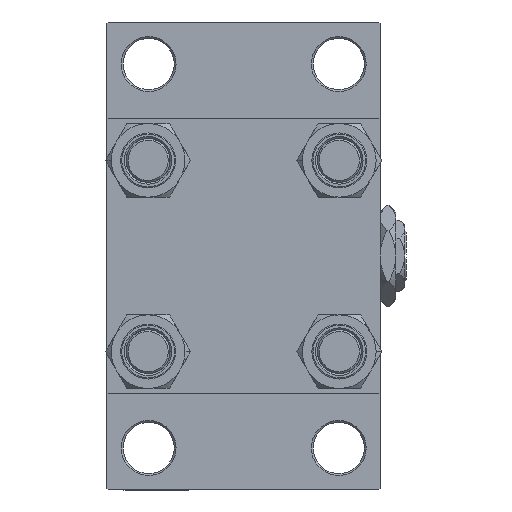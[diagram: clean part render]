
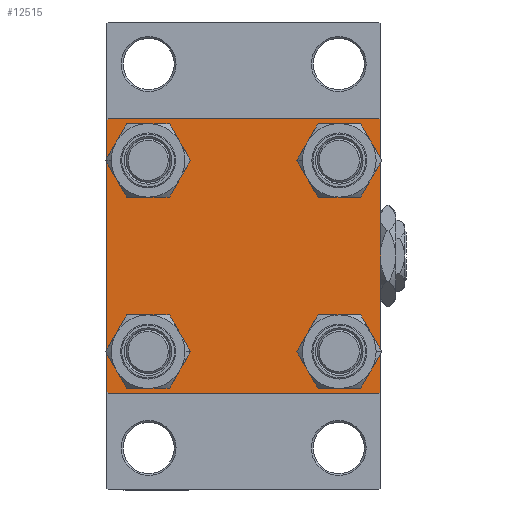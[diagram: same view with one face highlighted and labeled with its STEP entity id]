
A CAD part, left-side view. The second image highlights one B-rep face of the part: STEP entity #12515.
In plain terms, the highlighted planar face has unit normal (-1, 0, 0).
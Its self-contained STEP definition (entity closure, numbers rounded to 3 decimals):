
#454 = CARTESIAN_POINT ( 'NONE',  ( 0., 26.15, -19.65 ) ) ;
#515 = PLANE ( 'NONE',  #19356 ) ;
#522 = VERTEX_POINT ( 'NONE', #32119 ) ;
#1043 = CIRCLE ( 'NONE', #33077, 6.5 ) ;
#1387 = CARTESIAN_POINT ( 'NONE',  ( 0., 26.15, -26.15 ) ) ;
#1633 = CARTESIAN_POINT ( 'NONE',  ( 0., 26.15, 19.65 ) ) ;
#1663 = DIRECTION ( 'NONE',  ( 0., 0., 1. ) ) ;
#1730 = DIRECTION ( 'NONE',  ( 0., 0., -1. ) ) ;
#2165 = VECTOR ( 'NONE', #29370, 1000. ) ;
#2777 = CARTESIAN_POINT ( 'NONE',  ( 0., -26.15, 19.65 ) ) ;
#3401 = VERTEX_POINT ( 'NONE', #5525 ) ;
#3748 = VERTEX_POINT ( 'NONE', #43137 ) ;
#3802 = DIRECTION ( 'NONE',  ( 1., 0., 0. ) ) ;
#4110 = DIRECTION ( 'NONE',  ( 0., 0., 1. ) ) ;
#4211 = CARTESIAN_POINT ( 'NONE',  ( 0., -26.15, 26.15 ) ) ;
#4410 = DIRECTION ( 'NONE',  ( 0., -0.707, 0.707 ) ) ;
#5236 = CIRCLE ( 'NONE', #33279, 6.5 ) ;
#5525 = CARTESIAN_POINT ( 'NONE',  ( 0., -37., 37.5 ) ) ;
#5646 = CIRCLE ( 'NONE', #36866, 6.5 ) ;
#5965 = VERTEX_POINT ( 'NONE', #11028 ) ;
#6071 = VERTEX_POINT ( 'NONE', #24283 ) ;
#6105 = EDGE_LOOP ( 'NONE', ( #45931, #31021 ) ) ;
#6515 = VERTEX_POINT ( 'NONE', #31824 ) ;
#7127 = CARTESIAN_POINT ( 'NONE',  ( 0., 26.15, 26.15 ) ) ;
#7292 = EDGE_CURVE ( 'NONE', #6515, #6071, #5646, .T. ) ;
#7784 = EDGE_LOOP ( 'NONE', ( #33626, #38338 ) ) ;
#8195 = EDGE_CURVE ( 'NONE', #6071, #6515, #28091, .T. ) ;
#8559 = ORIENTED_EDGE ( 'NONE', *, *, #42042, .F. ) ;
#8574 = VECTOR ( 'NONE', #22821, 1000. ) ;
#9172 = EDGE_CURVE ( 'NONE', #40580, #31935, #16933, .T. ) ;
#10421 = ORIENTED_EDGE ( 'NONE', *, *, #26878, .T. ) ;
#10819 = CARTESIAN_POINT ( 'NONE',  ( 0., 0., 0. ) ) ;
#11028 = CARTESIAN_POINT ( 'NONE',  ( 0., 37., 37.5 ) ) ;
#11273 = EDGE_CURVE ( 'NONE', #32337, #3748, #28541, .T. ) ;
#11305 = ORIENTED_EDGE ( 'NONE', *, *, #20267, .T. ) ;
#11628 = CARTESIAN_POINT ( 'NONE',  ( 0., -37., -37.5 ) ) ;
#12111 = DIRECTION ( 'NONE',  ( 1., 0., 0. ) ) ;
#12515 = ADVANCED_FACE ( 'NONE', ( #28874, #44158, #30623, #34878, #46129 ), #515, .T. ) ;
#12606 = CARTESIAN_POINT ( 'NONE',  ( 0., -26.15, -26.15 ) ) ;
#12624 = CARTESIAN_POINT ( 'NONE',  ( 0., -37.25, 37.25 ) ) ;
#12754 = DIRECTION ( 'NONE',  ( 0., -0.707, -0.707 ) ) ;
#13798 = VERTEX_POINT ( 'NONE', #11628 ) ;
#14088 = CARTESIAN_POINT ( 'NONE',  ( 0., 37.5, -37.5 ) ) ;
#15145 = CARTESIAN_POINT ( 'NONE',  ( 0., 37.5, 37.5 ) ) ;
#15361 = EDGE_CURVE ( 'NONE', #31935, #40580, #1043, .T. ) ;
#15748 = DIRECTION ( 'NONE',  ( 0., 0., 1. ) ) ;
#16053 = CARTESIAN_POINT ( 'NONE',  ( 0., -37.5, 37. ) ) ;
#16431 = VECTOR ( 'NONE', #21600, 1000. ) ;
#16520 = CARTESIAN_POINT ( 'NONE',  ( 0., 37.25, -37.25 ) ) ;
#16933 = CIRCLE ( 'NONE', #30532, 6.5 ) ;
#17409 = AXIS2_PLACEMENT_3D ( 'NONE', #1387, #24201, #35504 ) ;
#17615 = LINE ( 'NONE', #12624, #23843 ) ;
#17839 = VERTEX_POINT ( 'NONE', #2777 ) ;
#18739 = ORIENTED_EDGE ( 'NONE', *, *, #28682, .T. ) ;
#18828 = CARTESIAN_POINT ( 'NONE',  ( 0., -37.5, 37.5 ) ) ;
#18890 = CARTESIAN_POINT ( 'NONE',  ( 0., 26.15, -32.65 ) ) ;
#19011 = CIRCLE ( 'NONE', #17409, 6.5 ) ;
#19356 = AXIS2_PLACEMENT_3D ( 'NONE', #10819, #45139, #49404 ) ;
#19488 = VERTEX_POINT ( 'NONE', #18890 ) ;
#19825 = EDGE_CURVE ( 'NONE', #5965, #32337, #43661, .T. ) ;
#20032 = ORIENTED_EDGE ( 'NONE', *, *, #11273, .T. ) ;
#20088 = DIRECTION ( 'NONE',  ( 0., 0., 1. ) ) ;
#20267 = EDGE_CURVE ( 'NONE', #13798, #522, #38260, .T. ) ;
#20706 = CARTESIAN_POINT ( 'NONE',  ( 0., -26.15, 26.15 ) ) ;
#21600 = DIRECTION ( 'NONE',  ( 0., 0.707, -0.707 ) ) ;
#22505 = EDGE_LOOP ( 'NONE', ( #27541, #44628 ) ) ;
#22821 = DIRECTION ( 'NONE',  ( 0., 0., -1. ) ) ;
#23404 = VERTEX_POINT ( 'NONE', #16053 ) ;
#23739 = EDGE_CURVE ( 'NONE', #28035, #17839, #5236, .T. ) ;
#23776 = LINE ( 'NONE', #16520, #46164 ) ;
#23843 = VECTOR ( 'NONE', #39672, 1000. ) ;
#24201 = DIRECTION ( 'NONE',  ( 1., 0., 0. ) ) ;
#24283 = CARTESIAN_POINT ( 'NONE',  ( 0., -26.15, -19.65 ) ) ;
#24958 = ORIENTED_EDGE ( 'NONE', *, *, #26991, .F. ) ;
#26603 = CARTESIAN_POINT ( 'NONE',  ( 0., -26.15, 32.65 ) ) ;
#26657 = EDGE_CURVE ( 'NONE', #3748, #27382, #23776, .T. ) ;
#26878 = EDGE_CURVE ( 'NONE', #27382, #13798, #36896, .T. ) ;
#26991 = EDGE_CURVE ( 'NONE', #23404, #522, #41631, .T. ) ;
#27357 = CARTESIAN_POINT ( 'NONE',  ( 0., 26.15, 26.15 ) ) ;
#27382 = VERTEX_POINT ( 'NONE', #34504 ) ;
#27541 = ORIENTED_EDGE ( 'NONE', *, *, #8195, .T. ) ;
#28035 = VERTEX_POINT ( 'NONE', #26603 ) ;
#28091 = CIRCLE ( 'NONE', #35303, 6.5 ) ;
#28541 = LINE ( 'NONE', #29053, #43293 ) ;
#28682 = EDGE_CURVE ( 'NONE', #23404, #3401, #17615, .T. ) ;
#28874 = FACE_BOUND ( 'NONE', #7784, .T. ) ;
#29053 = CARTESIAN_POINT ( 'NONE',  ( 0., 37.5, 37.5 ) ) ;
#29060 = DIRECTION ( 'NONE',  ( 1., 0., 0. ) ) ;
#29370 = DIRECTION ( 'NONE',  ( 0., -1., 0. ) ) ;
#30258 = DIRECTION ( 'NONE',  ( 1., 0., 0. ) ) ;
#30506 = CARTESIAN_POINT ( 'NONE',  ( 0., 26.15, -26.15 ) ) ;
#30532 = AXIS2_PLACEMENT_3D ( 'NONE', #27357, #3802, #20088 ) ;
#30623 = FACE_BOUND ( 'NONE', #37789, .T. ) ;
#30651 = AXIS2_PLACEMENT_3D ( 'NONE', #30506, #30258, #41283 ) ;
#30750 = CARTESIAN_POINT ( 'NONE',  ( 0., 37.5, 37. ) ) ;
#31021 = ORIENTED_EDGE ( 'NONE', *, *, #15361, .T. ) ;
#31565 = VERTEX_POINT ( 'NONE', #454 ) ;
#31824 = CARTESIAN_POINT ( 'NONE',  ( 0., -26.15, -32.65 ) ) ;
#31935 = VERTEX_POINT ( 'NONE', #1633 ) ;
#31985 = EDGE_CURVE ( 'NONE', #19488, #31565, #19011, .T. ) ;
#32119 = CARTESIAN_POINT ( 'NONE',  ( 0., -37.5, -37. ) ) ;
#32337 = VERTEX_POINT ( 'NONE', #30750 ) ;
#32679 = ORIENTED_EDGE ( 'NONE', *, *, #48347, .T. ) ;
#32766 = CIRCLE ( 'NONE', #39163, 6.5 ) ;
#33077 = AXIS2_PLACEMENT_3D ( 'NONE', #7127, #38454, #4110 ) ;
#33279 = AXIS2_PLACEMENT_3D ( 'NONE', #4211, #35056, #15748 ) ;
#33626 = ORIENTED_EDGE ( 'NONE', *, *, #23739, .T. ) ;
#34263 = CARTESIAN_POINT ( 'NONE',  ( 0., -37.25, -37.25 ) ) ;
#34504 = CARTESIAN_POINT ( 'NONE',  ( 0., 37., -37.5 ) ) ;
#34878 = FACE_BOUND ( 'NONE', #6105, .T. ) ;
#35056 = DIRECTION ( 'NONE',  ( 1., 0., 0. ) ) ;
#35303 = AXIS2_PLACEMENT_3D ( 'NONE', #12606, #12111, #39425 ) ;
#35504 = DIRECTION ( 'NONE',  ( 0., 0., 1. ) ) ;
#35882 = EDGE_CURVE ( 'NONE', #17839, #28035, #32766, .T. ) ;
#36013 = DIRECTION ( 'NONE',  ( 1., 0., 0. ) ) ;
#36029 = CARTESIAN_POINT ( 'NONE',  ( 0., 26.15, 32.65 ) ) ;
#36162 = CARTESIAN_POINT ( 'NONE',  ( 0., 37.25, 37.25 ) ) ;
#36866 = AXIS2_PLACEMENT_3D ( 'NONE', #48097, #29060, #44336 ) ;
#36896 = LINE ( 'NONE', #14088, #2165 ) ;
#37223 = ORIENTED_EDGE ( 'NONE', *, *, #26657, .T. ) ;
#37789 = EDGE_LOOP ( 'NONE', ( #32679, #45028 ) ) ;
#38067 = VECTOR ( 'NONE', #4410, 1000. ) ;
#38260 = LINE ( 'NONE', #34263, #38067 ) ;
#38338 = ORIENTED_EDGE ( 'NONE', *, *, #35882, .T. ) ;
#38454 = DIRECTION ( 'NONE',  ( 1., 0., 0. ) ) ;
#39163 = AXIS2_PLACEMENT_3D ( 'NONE', #20706, #36013, #1663 ) ;
#39374 = VECTOR ( 'NONE', #45703, 1000. ) ;
#39425 = DIRECTION ( 'NONE',  ( 0., 0., 1. ) ) ;
#39672 = DIRECTION ( 'NONE',  ( 0., 0.707, 0.707 ) ) ;
#40580 = VERTEX_POINT ( 'NONE', #36029 ) ;
#41283 = DIRECTION ( 'NONE',  ( 0., 0., 1. ) ) ;
#41631 = LINE ( 'NONE', #18828, #8574 ) ;
#42042 = EDGE_CURVE ( 'NONE', #5965, #3401, #49476, .T. ) ;
#43137 = CARTESIAN_POINT ( 'NONE',  ( 0., 37.5, -37. ) ) ;
#43293 = VECTOR ( 'NONE', #1730, 1000. ) ;
#43661 = LINE ( 'NONE', #36162, #16431 ) ;
#44158 = FACE_BOUND ( 'NONE', #22505, .T. ) ;
#44336 = DIRECTION ( 'NONE',  ( 0., 0., 1. ) ) ;
#44628 = ORIENTED_EDGE ( 'NONE', *, *, #7292, .T. ) ;
#45028 = ORIENTED_EDGE ( 'NONE', *, *, #31985, .T. ) ;
#45139 = DIRECTION ( 'NONE',  ( -1., 0., 0. ) ) ;
#45703 = DIRECTION ( 'NONE',  ( 0., -1., 0. ) ) ;
#45931 = ORIENTED_EDGE ( 'NONE', *, *, #9172, .T. ) ;
#46129 = FACE_OUTER_BOUND ( 'NONE', #48209, .T. ) ;
#46164 = VECTOR ( 'NONE', #12754, 1000. ) ;
#48097 = CARTESIAN_POINT ( 'NONE',  ( 0., -26.15, -26.15 ) ) ;
#48209 = EDGE_LOOP ( 'NONE', ( #20032, #37223, #10421, #11305, #24958, #18739, #8559, #49586 ) ) ;
#48274 = CIRCLE ( 'NONE', #30651, 6.5 ) ;
#48347 = EDGE_CURVE ( 'NONE', #31565, #19488, #48274, .T. ) ;
#49404 = DIRECTION ( 'NONE',  ( 0., 0., 1. ) ) ;
#49476 = LINE ( 'NONE', #15145, #39374 ) ;
#49586 = ORIENTED_EDGE ( 'NONE', *, *, #19825, .T. ) ;
